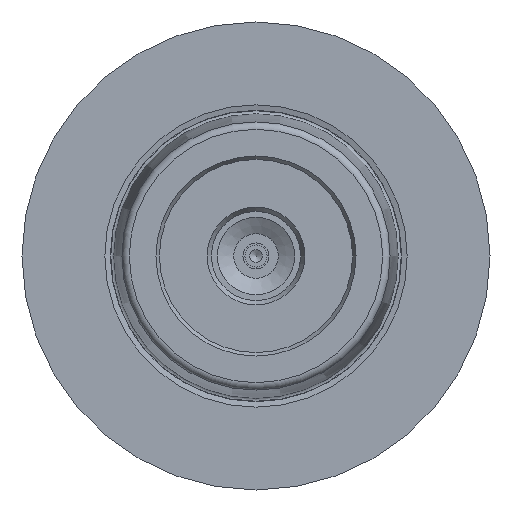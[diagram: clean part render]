
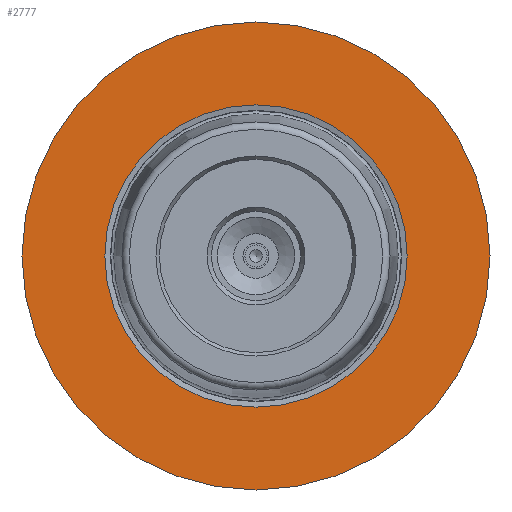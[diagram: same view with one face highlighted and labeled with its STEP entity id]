
A CAD part, left-side view. The second image highlights one B-rep face of the part: STEP entity #2777.
In plain terms, the highlighted planar face has unit normal (-1, 0, 0).
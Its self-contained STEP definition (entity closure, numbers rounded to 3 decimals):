
#1092=CARTESIAN_POINT('',(0.0,31.5,0.0));
#1093=VERTEX_POINT('',#1092);
#1094=CARTESIAN_POINT('',(0.0,0.0,0.0));
#1095=DIRECTION('',(1.0,0.0,0.0));
#1096=DIRECTION('',(0.0,1.0,0.0));
#1097=AXIS2_PLACEMENT_3D('',#1094,#1095,#1096);
#1098=CIRCLE('',#1097,31.5);
#1099=EDGE_CURVE('',#1093,#1093,#1098,.T.);
#2751=CARTESIAN_POINT('',(0.0,20.35,0.0));
#2752=VERTEX_POINT('',#2751);
#2753=CARTESIAN_POINT('',(0.0,0.0,0.0));
#2754=DIRECTION('',(1.0,0.0,0.0));
#2755=DIRECTION('',(0.0,1.0,0.0));
#2756=AXIS2_PLACEMENT_3D('',#2753,#2754,#2755);
#2757=CIRCLE('',#2756,20.35);
#2758=EDGE_CURVE('',#2752,#2752,#2757,.T.);
#2766=CARTESIAN_POINT('',(0.0,25.925,0.0));
#2767=DIRECTION('',(-1.0,0.0,0.0));
#2768=DIRECTION('',(0.0,0.0,1.0));
#2769=AXIS2_PLACEMENT_3D('',#2766,#2767,#2768);
#2770=PLANE('',#2769);
#2771=ORIENTED_EDGE('',*,*,#1099,.F.);
#2772=EDGE_LOOP('',(#2771));
#2773=FACE_OUTER_BOUND('',#2772,.T.);
#2774=ORIENTED_EDGE('',*,*,#2758,.T.);
#2775=EDGE_LOOP('',(#2774));
#2776=FACE_BOUND('',#2775,.T.);
#2777=ADVANCED_FACE('',(#2773,#2776),#2770,.T.);
